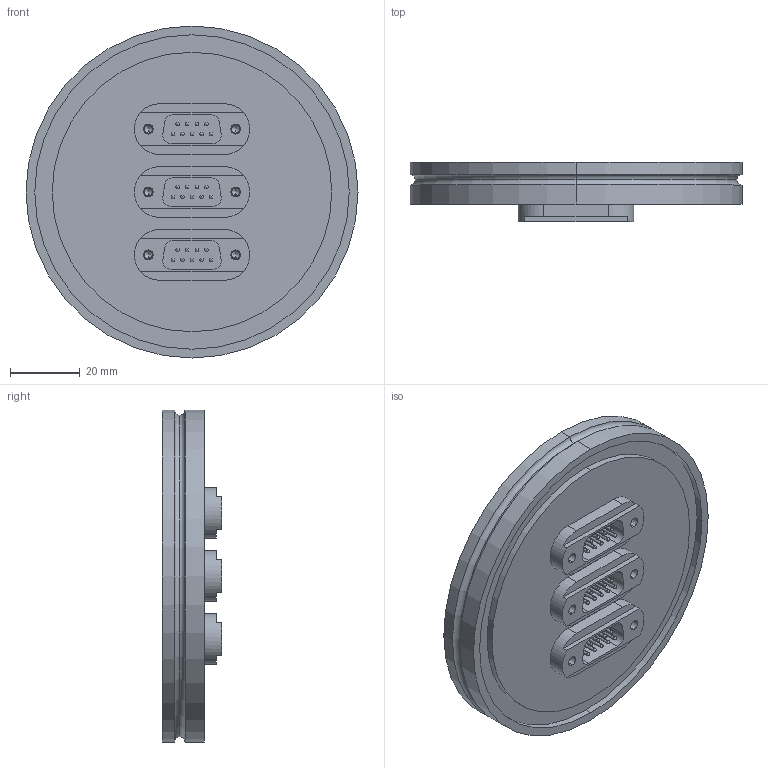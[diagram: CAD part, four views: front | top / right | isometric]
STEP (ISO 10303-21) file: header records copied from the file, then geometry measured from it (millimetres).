
FILE_DESCRIPTION (( 'STEP AP214' ), '1' );
FILE_NAME ('210-D09-ISO63-3.STEP', '2015-02-09T08:50:12', ( '' ), ( '' ), 'SwSTEP 2.0', 'SolidWorks 2014', '' );
FILE_SCHEMA (( 'AUTOMOTIVE_DESIGN' ));
Length unit declared in the file: millimetre
Products named in the file (5): 210-D09-ISO63-3; 218-D9-37-SS_218-D09-SS; 9210-PIN-FENI_Pin vergoldet; 9218-D9-37-SS_9 pin 1mm; 9210-D09-ISO63-3_DN063 ISO-K
Assembly tree (14 placements, depth 3):
  210-D09-ISO63-3
    9210-D09-ISO63-3_DN063 ISO-K
    218-D9-37-SS_218-D09-SS  x3
      9218-D9-37-SS_9 pin 1mm
      9210-PIN-FENI_Pin vergoldet
Bounding box: 95 x 17 x 95 mm (x, y, z)
Volume: 77387.7 mm3; surface area: 31646 mm2
Topology: 31 solids, 31 shells, 379 faces, 1008 edges, 650 vertices
Faces by surface type: cylinder 210, plane 87, sphere 54, cone 24, torus 4
Entity records: 3742 total; most frequent: DIRECTION 690, CARTESIAN_POINT 595, ORIENTED_EDGE 556, EDGE_CURVE 278, AXIS2_PLACEMENT_3D 277, VERTEX_POINT 182, EDGE_LOOP 156, CIRCLE 142
